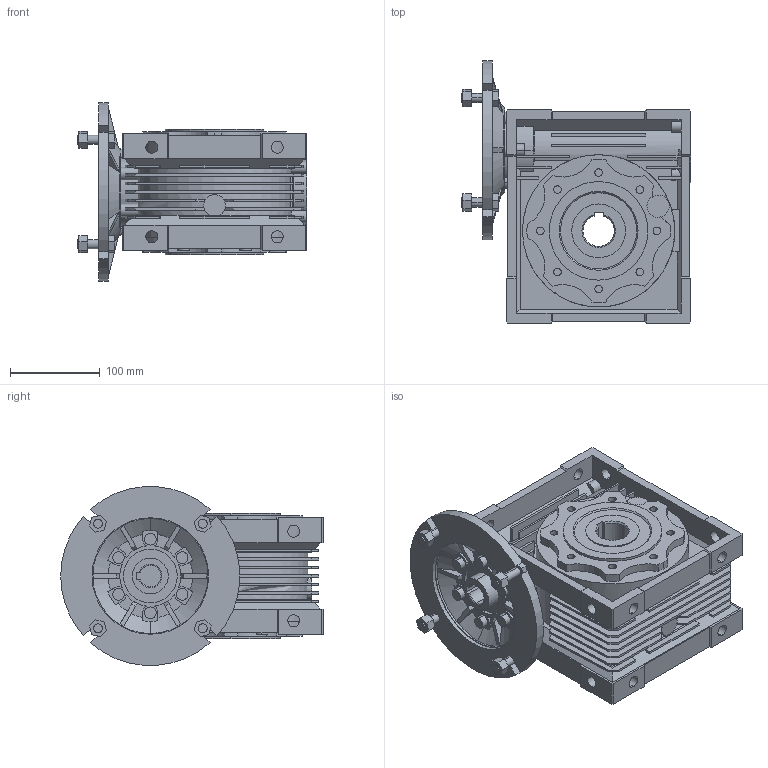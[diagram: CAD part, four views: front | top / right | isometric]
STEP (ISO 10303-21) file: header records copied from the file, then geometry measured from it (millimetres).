
FILE_DESCRIPTION (( 'STEP AP214' ), '1' );
FILE_NAME ('PMRV090_90_B5.STEP', '2018-05-29T12:08:23', ( 'admin' ), ( '' ), 'SwSTEP 2.0', 'SolidWorks 2018', '' );
FILE_SCHEMA (( 'AUTOMOTIVE_DESIGN' ));
Length unit declared in the file: millimetre
Products named in the file (1): PMRV090_90_B5
Bounding box: 256.5 x 293 x 199.34 mm (x, y, z)
Volume: 4685265.6 mm3; surface area: 674055.4 mm2
Topology: 8 solids, 8 shells, 1057 faces, 2824 edges, 1857 vertices
Faces by surface type: plane 668, cylinder 348, cone 34, torus 4, bspline 3
Entity records: 34544 total; most frequent: CARTESIAN_POINT 7634, ORIENTED_EDGE 5648, DIRECTION 5567, EDGE_CURVE 2824, AXIS2_PLACEMENT_3D 1866, VERTEX_POINT 1857, LINE 1835, VECTOR 1835
